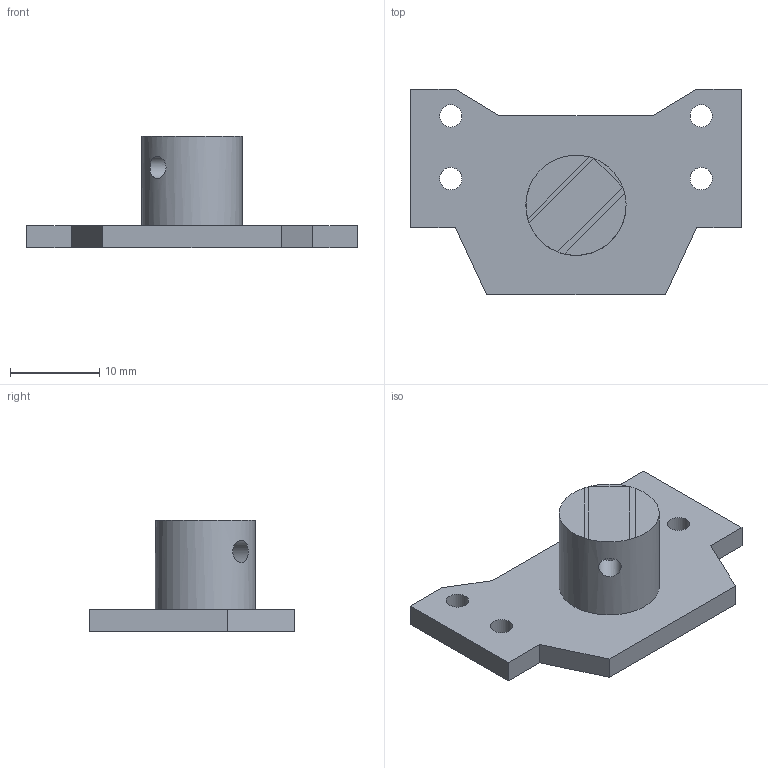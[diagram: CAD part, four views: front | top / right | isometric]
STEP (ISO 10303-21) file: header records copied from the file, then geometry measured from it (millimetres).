
FILE_DESCRIPTION(('FreeCAD Model'),'2;1');
FILE_NAME( 'car-mount.step', '2019-09-14T11:59:11',('Author'),(''), 'Open CASCADE STEP processor 7.2','FreeCAD','Unknown');
FILE_SCHEMA(('AUTOMOTIVE_DESIGN { 1 0 10303 214 1 1 1 1 }'));
Length unit declared in the file: millimetre
Products named in the file (1): Body
Bounding box: 37 x 23 x 12.5 mm (x, y, z)
Volume: 2414.1 mm3; surface area: 2237 mm2
Topology: 1 solids, 1 shells, 28 faces, 73 edges, 49 vertices
Faces by surface type: plane 21, cylinder 7
Full cylindrical faces by diameter (mm): 2.5 x5, 5 x1, 11.2 x1
Entity records: 2897 total; most frequent: CARTESIAN_POINT 1389, DIRECTION 277, LINE 165, VECTOR 165, ORIENTED_EDGE 146, PCURVE 146, DEFINITIONAL_REPRESENTATION 146, EDGE_CURVE 73
